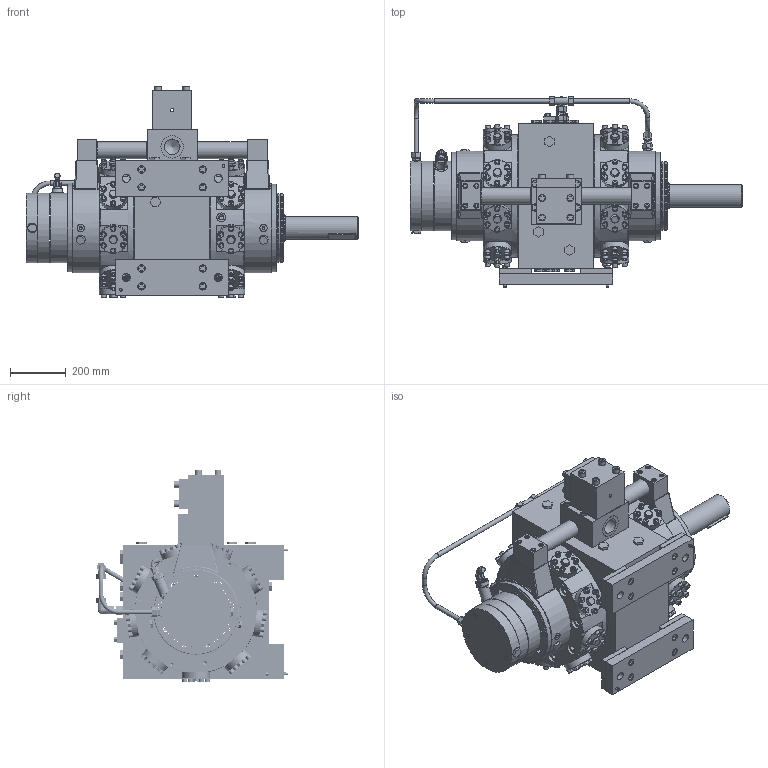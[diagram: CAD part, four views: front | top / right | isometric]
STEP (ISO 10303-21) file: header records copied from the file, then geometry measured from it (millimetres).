
FILE_DESCRIPTION((''),'2;1');
FILE_NAME('PFCS.stp','2015-12-18T10:17:23',('JGroves'),(''),'Autodesk Inventor 2012','Autodesk Inventor 2012','');
FILE_SCHEMA(('AUTOMOTIVE_DESIGN { 1 0 10303 214 1 1 1 1 }'));
Length unit declared in the file: inch
Products named in the file (1): PFCS
Bounding box: 1189.98 x 685.85 x 759.45 mm (x, y, z)
Surface area: 3934444.5 mm2 (no closed solid volume)
Topology: 0 solids, 439 shells, 1581 faces, 6560 edges, 5150 vertices
Faces by surface type: plane 1179, cylinder 328, cone 48, bspline 16, torus 10
Full cylindrical faces by diameter (mm): 6 x2, 10 x2, 10.2 x40, 10.3 x7, 11.445 x1, 12 x4, 12.8 x6, 13 x3, 14 x2, 16 x7, 17 x3, 17.5 x4, 18 x108, 18.631 x2, 19 x1, 21 x8, 24 x10, 24.117 x4, 25 x7, 26 x22, 28 x3, 28.5 x6, 30 x1, 39 x1, 40 x16, 45 x1, 50.8 x3, 50.81 x3, 56.656 x1, 60.325 x2
Entity records: 74509 total; most frequent: CARTESIAN_POINT 19609, DIRECTION 10098, ORIENTED_EDGE 8027, EDGE_CURVE 6077, VERTEX_POINT 5048, VECTOR 3474, LINE 3474, AXIS2_PLACEMENT_3D 3312
